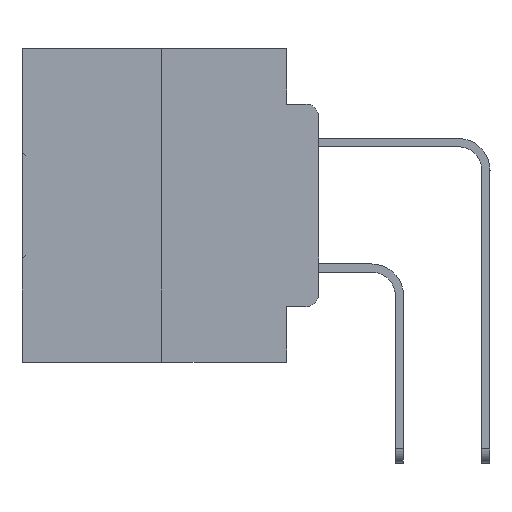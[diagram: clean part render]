
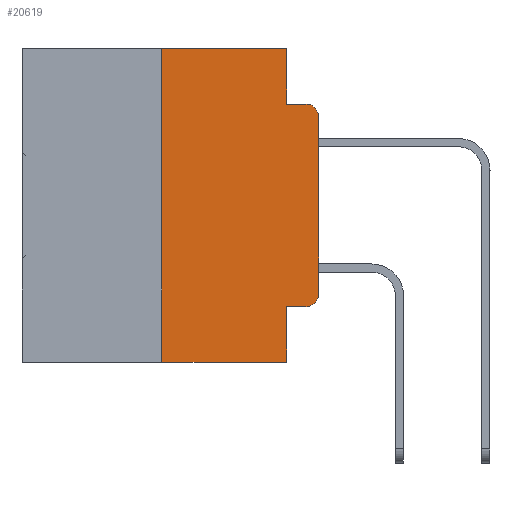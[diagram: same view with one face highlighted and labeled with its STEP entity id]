
A CAD part, left-side view. The second image highlights one B-rep face of the part: STEP entity #20619.
In plain terms, the highlighted planar face has unit normal (-1, 0, 0).
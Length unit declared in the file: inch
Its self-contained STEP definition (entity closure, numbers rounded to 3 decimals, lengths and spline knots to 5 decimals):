
#252 = EDGE_CURVE ( 'NONE', #3227, #31939, #21817, .T. ) ;
#1590 = DIRECTION ( 'NONE',  ( 0., -1., 0. ) ) ;
#2386 = EDGE_CURVE ( 'NONE', #29543, #31939, #26979, .T. ) ;
#2815 = VECTOR ( 'NONE', #11409, 39.37008 ) ;
#2962 = VERTEX_POINT ( 'NONE', #25315 ) ;
#3227 = VERTEX_POINT ( 'NONE', #6308 ) ;
#3320 = DIRECTION ( 'NONE',  ( 0., 0., 1. ) ) ;
#3394 = CARTESIAN_POINT ( 'NONE',  ( 0., 0., -0.3915 ) ) ;
#3574 = FACE_OUTER_BOUND ( 'NONE', #19669, .T. ) ;
#3732 = ORIENTED_EDGE ( 'NONE', *, *, #6870, .F. ) ;
#4024 = DIRECTION ( 'NONE',  ( -1., 0., 0. ) ) ;
#4703 = AXIS2_PLACEMENT_3D ( 'NONE', #6669, #4024, #28035 ) ;
#5190 = DIRECTION ( 'NONE',  ( 0., -1., 0. ) ) ;
#6011 = EDGE_CURVE ( 'NONE', #2962, #26087, #29610, .T. ) ;
#6223 = VECTOR ( 'NONE', #5190, 39.37008 ) ;
#6308 = CARTESIAN_POINT ( 'NONE',  ( 0., 0.051, -0.0885 ) ) ;
#6312 = LINE ( 'NONE', #17015, #13702 ) ;
#6353 = VERTEX_POINT ( 'NONE', #7009 ) ;
#6560 = CARTESIAN_POINT ( 'NONE',  ( 0., 0.473, 0. ) ) ;
#6669 = CARTESIAN_POINT ( 'NONE',  ( 0., 0.02, -0.3915 ) ) ;
#6870 = EDGE_CURVE ( 'NONE', #23794, #6353, #16072, .T. ) ;
#6980 = ORIENTED_EDGE ( 'NONE', *, *, #6011, .F. ) ;
#7009 = CARTESIAN_POINT ( 'NONE',  ( 0., 0.051, 0. ) ) ;
#7047 = LINE ( 'NONE', #31382, #33261 ) ;
#7130 = ORIENTED_EDGE ( 'NONE', *, *, #16943, .T. ) ;
#7846 = ORIENTED_EDGE ( 'NONE', *, *, #33922, .F. ) ;
#8423 = LINE ( 'NONE', #11231, #2815 ) ;
#8516 = DIRECTION ( 'NONE',  ( 0., 0., -1. ) ) ;
#9620 = CARTESIAN_POINT ( 'NONE',  ( 0., 0.02, -0.4115 ) ) ;
#10480 = CARTESIAN_POINT ( 'NONE',  ( 0., 0.473, 0. ) ) ;
#11077 = CARTESIAN_POINT ( 'NONE',  ( 0., 0.051, 0. ) ) ;
#11231 = CARTESIAN_POINT ( 'NONE',  ( 0., 0.051, 0. ) ) ;
#11409 = DIRECTION ( 'NONE',  ( 0., 0., -1. ) ) ;
#11448 = EDGE_CURVE ( 'NONE', #27616, #14883, #33808, .T. ) ;
#12013 = LINE ( 'NONE', #33374, #33233 ) ;
#12476 = LINE ( 'NONE', #25607, #28928 ) ;
#13702 = VECTOR ( 'NONE', #3320, 39.37008 ) ;
#13960 = CARTESIAN_POINT ( 'NONE',  ( 0., 0.051, -0.0885 ) ) ;
#14105 = ORIENTED_EDGE ( 'NONE', *, *, #2386, .T. ) ;
#14637 = DIRECTION ( 'NONE',  ( 1., 0., 0. ) ) ;
#14883 = VERTEX_POINT ( 'NONE', #3394 ) ;
#15315 = ORIENTED_EDGE ( 'NONE', *, *, #11448, .T. ) ;
#16072 = LINE ( 'NONE', #10480, #6223 ) ;
#16943 = EDGE_CURVE ( 'NONE', #27625, #26087, #7047, .T. ) ;
#16987 = ORIENTED_EDGE ( 'NONE', *, *, #32989, .T. ) ;
#17015 = CARTESIAN_POINT ( 'NONE',  ( 0., 0.25, 0. ) ) ;
#17606 = DIRECTION ( 'NONE',  ( 0., 0., 1. ) ) ;
#17907 = DIRECTION ( 'NONE',  ( 0., -1., 0. ) ) ;
#18486 = CARTESIAN_POINT ( 'NONE',  ( 0., 0., -0.1085 ) ) ;
#18800 = CARTESIAN_POINT ( 'NONE',  ( 0., 0.02, -0.0885 ) ) ;
#18855 = DIRECTION ( 'NONE',  ( 0., -1., 0. ) ) ;
#19398 = AXIS2_PLACEMENT_3D ( 'NONE', #6560, #14637, #8516 ) ;
#19466 = ORIENTED_EDGE ( 'NONE', *, *, #252, .F. ) ;
#19669 = EDGE_LOOP ( 'NONE', ( #16987, #14105, #19466, #30432, #3732, #7846, #7130, #6980, #27017, #15315 ) ) ;
#19745 = DIRECTION ( 'NONE',  ( -1., 0., 0. ) ) ;
#19810 = EDGE_CURVE ( 'NONE', #2962, #27616, #12476, .T. ) ;
#20619 = ADVANCED_FACE ( 'NONE', ( #3574 ), #30557, .F. ) ;
#21043 = CARTESIAN_POINT ( 'NONE',  ( 0., 0.051, -0.5 ) ) ;
#21817 = LINE ( 'NONE', #13960, #30538 ) ;
#22712 = DIRECTION ( 'NONE',  ( 0., 0., -1. ) ) ;
#23794 = VERTEX_POINT ( 'NONE', #31800 ) ;
#24914 = EDGE_CURVE ( 'NONE', #6353, #3227, #8423, .T. ) ;
#25315 = CARTESIAN_POINT ( 'NONE',  ( 0., 0.051, -0.4115 ) ) ;
#25355 = CARTESIAN_POINT ( 'NONE',  ( 0., 0.02, -0.1085 ) ) ;
#25607 = CARTESIAN_POINT ( 'NONE',  ( 0., 0.051, -0.4115 ) ) ;
#26087 = VERTEX_POINT ( 'NONE', #21043 ) ;
#26647 = DIRECTION ( 'NONE',  ( 0., 0., -1. ) ) ;
#26979 = CIRCLE ( 'NONE', #29771, 0.02 ) ;
#27017 = ORIENTED_EDGE ( 'NONE', *, *, #19810, .T. ) ;
#27616 = VERTEX_POINT ( 'NONE', #9620 ) ;
#27625 = VERTEX_POINT ( 'NONE', #31307 ) ;
#28035 = DIRECTION ( 'NONE',  ( 0., 0., -1. ) ) ;
#28928 = VECTOR ( 'NONE', #1590, 39.37008 ) ;
#29543 = VERTEX_POINT ( 'NONE', #18486 ) ;
#29610 = LINE ( 'NONE', #11077, #33005 ) ;
#29771 = AXIS2_PLACEMENT_3D ( 'NONE', #25355, #19745, #22712 ) ;
#30432 = ORIENTED_EDGE ( 'NONE', *, *, #24914, .F. ) ;
#30538 = VECTOR ( 'NONE', #18855, 39.37008 ) ;
#30557 = PLANE ( 'NONE',  #19398 ) ;
#31307 = CARTESIAN_POINT ( 'NONE',  ( 0., 0.25, -0.5 ) ) ;
#31382 = CARTESIAN_POINT ( 'NONE',  ( 0., 0.473, -0.5 ) ) ;
#31800 = CARTESIAN_POINT ( 'NONE',  ( 0., 0.25, 0. ) ) ;
#31939 = VERTEX_POINT ( 'NONE', #18800 ) ;
#32989 = EDGE_CURVE ( 'NONE', #14883, #29543, #12013, .T. ) ;
#33005 = VECTOR ( 'NONE', #26647, 39.37008 ) ;
#33233 = VECTOR ( 'NONE', #17606, 39.37008 ) ;
#33261 = VECTOR ( 'NONE', #17907, 39.37008 ) ;
#33374 = CARTESIAN_POINT ( 'NONE',  ( 0., 0., 0. ) ) ;
#33808 = CIRCLE ( 'NONE', #4703, 0.02 ) ;
#33922 = EDGE_CURVE ( 'NONE', #27625, #23794, #6312, .T. ) ;
